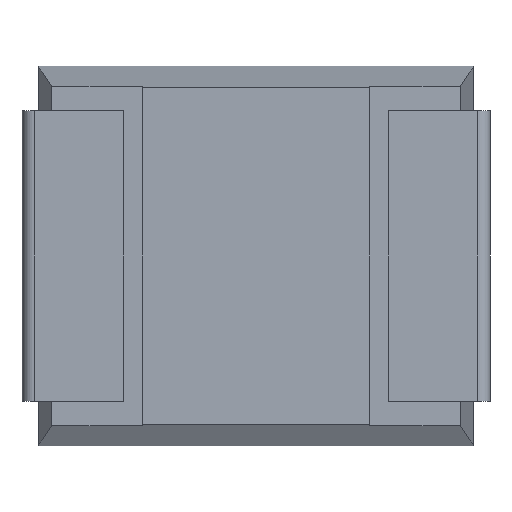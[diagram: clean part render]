
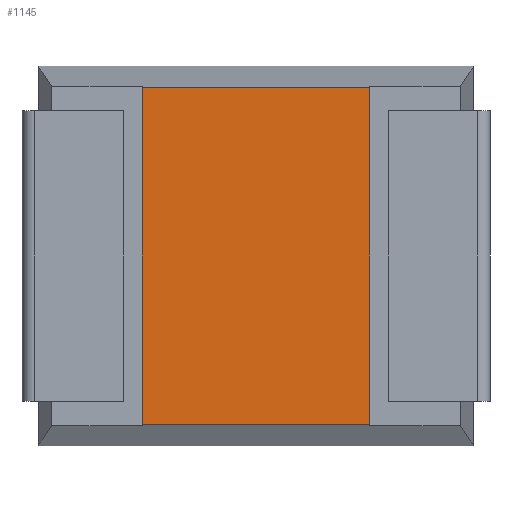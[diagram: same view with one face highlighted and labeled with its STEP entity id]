
A CAD part, front view. The second image highlights one B-rep face of the part: STEP entity #1145.
In plain terms, the highlighted planar face has unit normal (0, -1, 0).
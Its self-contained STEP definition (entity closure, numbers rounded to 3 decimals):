
#79 = AXIS2_PLACEMENT_3D ( 'NONE', #2279, #939, #663 ) ;
#179 = EDGE_CURVE ( 'NONE', #2344, #3503, #1472, .T. ) ;
#205 = VECTOR ( 'NONE', #615, 1000. ) ;
#224 = CARTESIAN_POINT ( 'NONE',  ( 0., 0., -2.829 ) ) ;
#338 = LINE ( 'NONE', #637, #2936 ) ;
#431 = EDGE_CURVE ( 'NONE', #2540, #1021, #3087, .T. ) ;
#455 = CARTESIAN_POINT ( 'NONE',  ( 0.82, 0., -0.171 ) ) ;
#486 = VECTOR ( 'NONE', #603, 1000. ) ;
#603 = DIRECTION ( 'NONE',  ( 0., 0., 1. ) ) ;
#615 = DIRECTION ( 'NONE',  ( 0., 0., 1. ) ) ;
#637 = CARTESIAN_POINT ( 'NONE',  ( 0., 0., -0.171 ) ) ;
#640 = ORIENTED_EDGE ( 'NONE', *, *, #431, .T. ) ;
#663 = DIRECTION ( 'NONE',  ( 0., 0., -1. ) ) ;
#939 = DIRECTION ( 'NONE',  ( 0., -1., 0. ) ) ;
#996 = FACE_OUTER_BOUND ( 'NONE', #3555, .T. ) ;
#1021 = VERTEX_POINT ( 'NONE', #3399 ) ;
#1123 = ORIENTED_EDGE ( 'NONE', *, *, #1900, .F. ) ;
#1145 = ADVANCED_FACE ( 'NONE', ( #996 ), #1222, .T. ) ;
#1179 = CARTESIAN_POINT ( 'NONE',  ( 0.82, 0., -3. ) ) ;
#1222 = PLANE ( 'NONE',  #79 ) ;
#1298 = LINE ( 'NONE', #224, #2294 ) ;
#1472 = LINE ( 'NONE', #1179, #486 ) ;
#1737 = CARTESIAN_POINT ( 'NONE',  ( 2.62, 0., -3. ) ) ;
#1900 = EDGE_CURVE ( 'NONE', #3503, #1021, #338, .T. ) ;
#2011 = ORIENTED_EDGE ( 'NONE', *, *, #3425, .T. ) ;
#2117 = ORIENTED_EDGE ( 'NONE', *, *, #179, .F. ) ;
#2135 = DIRECTION ( 'NONE',  ( 1., 0., 0. ) ) ;
#2279 = CARTESIAN_POINT ( 'NONE',  ( 0., 0., 0. ) ) ;
#2294 = VECTOR ( 'NONE', #2135, 1000. ) ;
#2344 = VERTEX_POINT ( 'NONE', #2954 ) ;
#2540 = VERTEX_POINT ( 'NONE', #3246 ) ;
#2936 = VECTOR ( 'NONE', #3115, 1000. ) ;
#2954 = CARTESIAN_POINT ( 'NONE',  ( 0.82, 0., -2.829 ) ) ;
#3087 = LINE ( 'NONE', #1737, #205 ) ;
#3115 = DIRECTION ( 'NONE',  ( 1., 0., 0. ) ) ;
#3246 = CARTESIAN_POINT ( 'NONE',  ( 2.62, 0., -2.829 ) ) ;
#3399 = CARTESIAN_POINT ( 'NONE',  ( 2.62, 0., -0.171 ) ) ;
#3425 = EDGE_CURVE ( 'NONE', #2344, #2540, #1298, .T. ) ;
#3503 = VERTEX_POINT ( 'NONE', #455 ) ;
#3555 = EDGE_LOOP ( 'NONE', ( #640, #1123, #2117, #2011 ) ) ;
